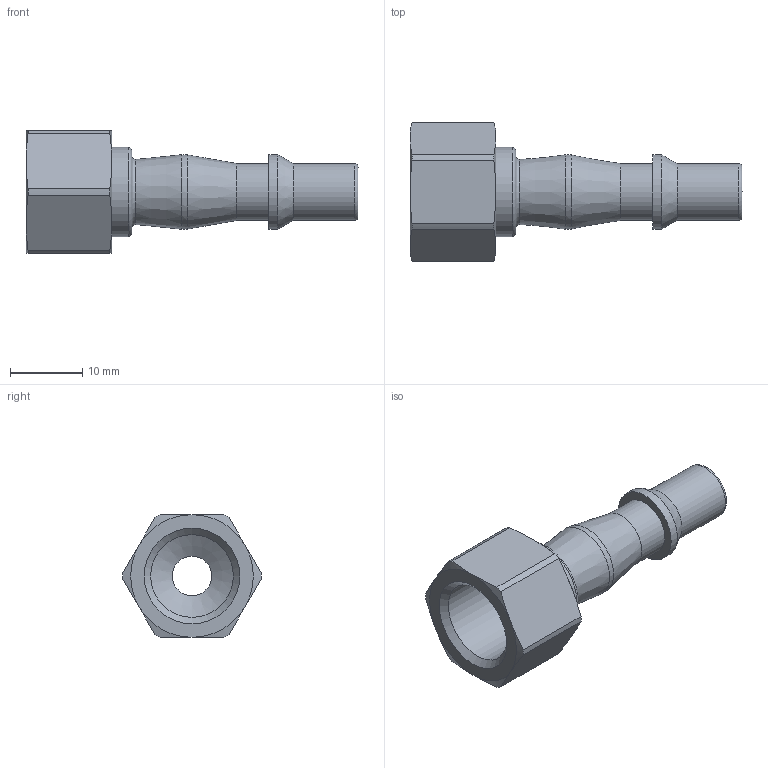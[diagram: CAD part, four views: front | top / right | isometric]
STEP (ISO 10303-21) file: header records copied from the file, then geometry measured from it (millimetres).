
FILE_DESCRIPTION((''),'2;1');
FILE_NAME('19sfiw13sxn.stp','2013-12-10T15:17:47',('AS065480'),(''),'Autodesk Inventor 2013','Autodesk Inventor 2013','');
FILE_SCHEMA(('AUTOMOTIVE_DESIGN { 1 0 10303 214 1 1 1 1 }'));
Length unit declared in the file: millimetre
Products named in the file (1): D108802
Bounding box: 46 x 19.15 x 17 mm (x, y, z)
Volume: 3333.5 mm3; surface area: 3044.3 mm2
Topology: 1 solids, 1 shells, 44 faces, 94 edges, 55 vertices
Faces by surface type: cone 17, cylinder 12, plane 11, torus 3, bspline 1
Full cylindrical faces by diameter (mm): 5.5 x1, 7.9 x2, 10.35 x1, 11.445 x1, 12.4 x1
Entity records: 1130 total; most frequent: CARTESIAN_POINT 253, DIRECTION 186, ORIENTED_EDGE 158, AXIS2_PLACEMENT_3D 87, EDGE_CURVE 79, EDGE_LOOP 64, VERTEX_POINT 55, FACE_OUTER_BOUND 44
